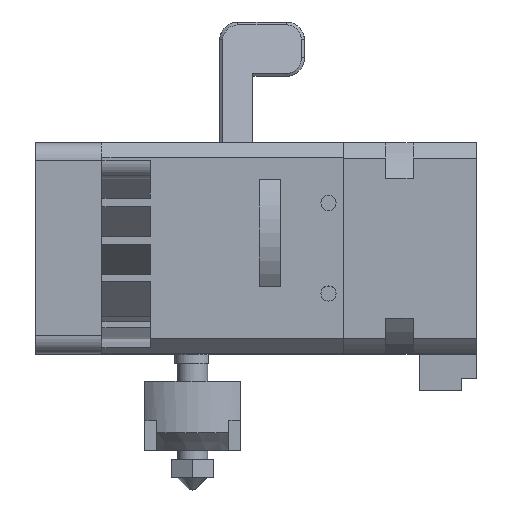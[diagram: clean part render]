
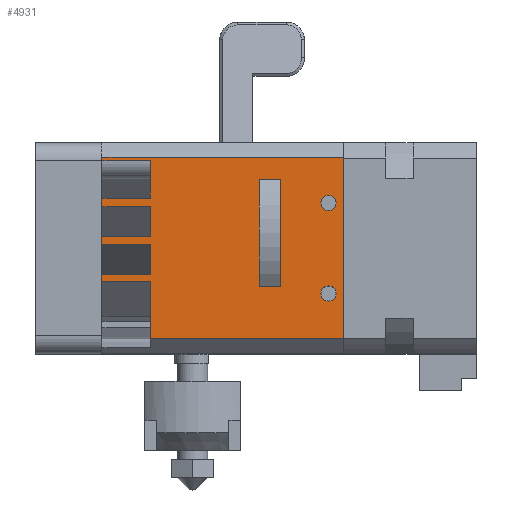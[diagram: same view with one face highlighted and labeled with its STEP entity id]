
A CAD part, top view. The second image highlights one B-rep face of the part: STEP entity #4931.
In plain terms, the highlighted planar face has unit normal (0, 0, 1).
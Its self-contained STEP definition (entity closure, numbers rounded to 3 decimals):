
#344=CIRCLE('',#5362,1.25);
#345=CIRCLE('',#5363,1.25);
#923=ORIENTED_EDGE('',*,*,#2113,.T.);
#924=ORIENTED_EDGE('',*,*,#2114,.F.);
#925=ORIENTED_EDGE('',*,*,#2115,.F.);
#926=ORIENTED_EDGE('',*,*,#2049,.F.);
#927=ORIENTED_EDGE('',*,*,#2048,.T.);
#928=ORIENTED_EDGE('',*,*,#1986,.F.);
#929=ORIENTED_EDGE('',*,*,#1980,.T.);
#930=ORIENTED_EDGE('',*,*,#1931,.F.);
#931=ORIENTED_EDGE('',*,*,#1948,.F.);
#932=ORIENTED_EDGE('',*,*,#1951,.T.);
#933=ORIENTED_EDGE('',*,*,#1949,.T.);
#934=ORIENTED_EDGE('',*,*,#1915,.F.);
#935=ORIENTED_EDGE('',*,*,#2000,.F.);
#936=ORIENTED_EDGE('',*,*,#2003,.T.);
#937=ORIENTED_EDGE('',*,*,#2001,.T.);
#938=ORIENTED_EDGE('',*,*,#1907,.F.);
#939=ORIENTED_EDGE('',*,*,#2018,.F.);
#940=ORIENTED_EDGE('',*,*,#2024,.T.);
#941=ORIENTED_EDGE('',*,*,#2116,.T.);
#942=ORIENTED_EDGE('',*,*,#2117,.T.);
#943=ORIENTED_EDGE('',*,*,#2118,.T.);
#944=ORIENTED_EDGE('',*,*,#2119,.T.);
#945=ORIENTED_EDGE('',*,*,#2120,.F.);
#946=ORIENTED_EDGE('',*,*,#2121,.F.);
#1907=EDGE_CURVE('',#2589,#2590,#3064,.T.);
#1915=EDGE_CURVE('',#2597,#2598,#3070,.T.);
#1931=EDGE_CURVE('',#2613,#2614,#3082,.T.);
#1948=EDGE_CURVE('',#2625,#2613,#3096,.T.);
#1949=EDGE_CURVE('',#2626,#2598,#3097,.T.);
#1951=EDGE_CURVE('',#2625,#2626,#3099,.T.);
#1980=EDGE_CURVE('',#2645,#2614,#3123,.T.);
#1986=EDGE_CURVE('',#2645,#2647,#3127,.T.);
#2000=EDGE_CURVE('',#2655,#2597,#3138,.T.);
#2001=EDGE_CURVE('',#2656,#2590,#3139,.T.);
#2003=EDGE_CURVE('',#2655,#2656,#3141,.T.);
#2018=EDGE_CURVE('',#2664,#2589,#3154,.T.);
#2024=EDGE_CURVE('',#2664,#2667,#3158,.T.);
#2048=EDGE_CURVE('',#2681,#2647,#3172,.T.);
#2049=EDGE_CURVE('',#2681,#2682,#3173,.T.);
#2113=EDGE_CURVE('',#2667,#2721,#3212,.T.);
#2114=EDGE_CURVE('',#2722,#2721,#3213,.T.);
#2115=EDGE_CURVE('',#2682,#2722,#3214,.T.);
#2116=EDGE_CURVE('',#2723,#2724,#3215,.T.);
#2117=EDGE_CURVE('',#2724,#2725,#3216,.T.);
#2118=EDGE_CURVE('',#2725,#2726,#3217,.F.);
#2119=EDGE_CURVE('',#2726,#2723,#3218,.T.);
#2120=EDGE_CURVE('',#2727,#2727,#344,.T.);
#2121=EDGE_CURVE('',#2728,#2728,#345,.T.);
#2589=VERTEX_POINT('',#7201);
#2590=VERTEX_POINT('',#7203);
#2597=VERTEX_POINT('',#7218);
#2598=VERTEX_POINT('',#7220);
#2613=VERTEX_POINT('',#7252);
#2614=VERTEX_POINT('',#7254);
#2625=VERTEX_POINT('',#7286);
#2626=VERTEX_POINT('',#7290);
#2645=VERTEX_POINT('',#7352);
#2647=VERTEX_POINT('',#7363);
#2655=VERTEX_POINT('',#7389);
#2656=VERTEX_POINT('',#7393);
#2664=VERTEX_POINT('',#7424);
#2667=VERTEX_POINT('',#7434);
#2681=VERTEX_POINT('',#7486);
#2682=VERTEX_POINT('',#7491);
#2721=VERTEX_POINT('',#7727);
#2722=VERTEX_POINT('',#7729);
#2723=VERTEX_POINT('',#7732);
#2724=VERTEX_POINT('',#7733);
#2725=VERTEX_POINT('',#7735);
#2726=VERTEX_POINT('',#7737);
#2727=VERTEX_POINT('',#7740);
#2728=VERTEX_POINT('',#7742);
#3064=LINE('',#7202,#3426);
#3070=LINE('',#7219,#3432);
#3082=LINE('',#7253,#3444);
#3096=LINE('',#7287,#3458);
#3097=LINE('',#7289,#3459);
#3099=LINE('',#7293,#3461);
#3123=LINE('',#7351,#3485);
#3127=LINE('',#7362,#3489);
#3138=LINE('',#7390,#3500);
#3139=LINE('',#7392,#3501);
#3141=LINE('',#7396,#3503);
#3154=LINE('',#7425,#3516);
#3158=LINE('',#7435,#3520);
#3172=LINE('',#7488,#3534);
#3173=LINE('',#7490,#3535);
#3212=LINE('',#7726,#3574);
#3213=LINE('',#7728,#3575);
#3214=LINE('',#7730,#3576);
#3215=LINE('',#7731,#3577);
#3216=LINE('',#7734,#3578);
#3217=LINE('',#7736,#3579);
#3218=LINE('',#7738,#3580);
#3426=VECTOR('',#5789,1000.);
#3432=VECTOR('',#5801,1000.);
#3444=VECTOR('',#5825,1000.);
#3458=VECTOR('',#5855,1000.);
#3459=VECTOR('',#5858,1000.);
#3461=VECTOR('',#5862,1000.);
#3485=VECTOR('',#5918,1000.);
#3489=VECTOR('',#5932,1000.);
#3500=VECTOR('',#5959,1000.);
#3501=VECTOR('',#5962,1000.);
#3503=VECTOR('',#5966,1000.);
#3516=VECTOR('',#5995,1000.);
#3520=VECTOR('',#6005,1000.);
#3534=VECTOR('',#6069,1000.);
#3535=VECTOR('',#6072,1000.);
#3574=VECTOR('',#6191,1000.);
#3575=VECTOR('',#6192,1000.);
#3576=VECTOR('',#6193,1000.);
#3577=VECTOR('',#6194,1000.);
#3578=VECTOR('',#6195,1000.);
#3579=VECTOR('',#6196,1000.);
#3580=VECTOR('',#6197,1000.);
#3876=EDGE_LOOP('',(#923,#924,#925,#926,#927,#928,#929,#930,#931,#932,#933,
#934,#935,#936,#937,#938,#939,#940));
#3877=EDGE_LOOP('',(#941,#942,#943,#944));
#3878=EDGE_LOOP('',(#945));
#3879=EDGE_LOOP('',(#946));
#4329=FACE_BOUND('',#3876,.T.);
#4330=FACE_BOUND('',#3877,.T.);
#4331=FACE_BOUND('',#3878,.T.);
#4332=FACE_BOUND('',#3879,.T.);
#4733=PLANE('',#5361);
#4931=ADVANCED_FACE('',(#4329,#4330,#4331,#4332),#4733,.F.);
#5361=AXIS2_PLACEMENT_3D('',#7725,#6189,#6190);
#5362=AXIS2_PLACEMENT_3D('',#7739,#6198,#6199);
#5363=AXIS2_PLACEMENT_3D('',#7741,#6200,#6201);
#5789=DIRECTION('',(0.,1.,0.));
#5801=DIRECTION('',(0.,1.,0.));
#5825=DIRECTION('',(0.,1.,0.));
#5855=DIRECTION('',(-1.,0.,0.));
#5858=DIRECTION('',(-1.,0.,0.));
#5862=DIRECTION('',(0.,-1.,0.));
#5918=DIRECTION('',(-1.,0.,0.));
#5932=DIRECTION('',(0.,1.,0.));
#5959=DIRECTION('',(-1.,0.,0.));
#5962=DIRECTION('',(-1.,0.,0.));
#5966=DIRECTION('',(0.,-1.,0.));
#5995=DIRECTION('',(-1.,0.,0.));
#6005=DIRECTION('',(0.,-1.,0.));
#6069=DIRECTION('',(1.,0.,0.));
#6072=DIRECTION('',(0.,1.,0.));
#6189=DIRECTION('',(0.,0.,-1.));
#6190=DIRECTION('',(-1.,0.,0.));
#6191=DIRECTION('',(1.,0.,0.));
#6192=DIRECTION('',(0.,-1.,0.));
#6193=DIRECTION('',(1.,0.,0.));
#6194=DIRECTION('',(1.,0.,0.));
#6195=DIRECTION('',(0.,-1.,0.));
#6196=DIRECTION('',(1.,0.,0.));
#6197=DIRECTION('',(0.,1.,0.));
#6198=DIRECTION('',(0.,0.,1.));
#6199=DIRECTION('',(0.,1.,0.));
#6200=DIRECTION('',(0.,0.,1.));
#6201=DIRECTION('',(0.,1.,0.));
#7201=CARTESIAN_POINT('',(-25.,-5.471,17.5));
#7202=CARTESIAN_POINT('',(-25.,-15.027,17.5));
#7203=CARTESIAN_POINT('',(-25.,-4.362,17.5));
#7218=CARTESIAN_POINT('',(-25.,0.64,17.5));
#7219=CARTESIAN_POINT('',(-25.,-15.027,17.5));
#7220=CARTESIAN_POINT('',(-25.,1.891,17.5));
#7252=CARTESIAN_POINT('',(-25.,6.893,17.5));
#7253=CARTESIAN_POINT('',(-25.,-15.027,17.5));
#7254=CARTESIAN_POINT('',(-25.,8.308,17.5));
#7286=CARTESIAN_POINT('',(-17.,6.893,17.5));
#7287=CARTESIAN_POINT('',(-17.,6.893,17.5));
#7289=CARTESIAN_POINT('',(-17.,1.891,17.5));
#7290=CARTESIAN_POINT('',(-17.,1.891,17.5));
#7293=CARTESIAN_POINT('',(-17.,6.893,17.5));
#7351=CARTESIAN_POINT('',(-17.,8.308,17.5));
#7352=CARTESIAN_POINT('',(-17.,8.308,17.5));
#7362=CARTESIAN_POINT('',(-17.,8.308,17.5));
#7363=CARTESIAN_POINT('',(-17.,14.496,17.5));
#7389=CARTESIAN_POINT('',(-17.,0.64,17.5));
#7390=CARTESIAN_POINT('',(-17.,0.64,17.5));
#7392=CARTESIAN_POINT('',(-17.,-4.362,17.5));
#7393=CARTESIAN_POINT('',(-17.,-4.362,17.5));
#7396=CARTESIAN_POINT('',(-17.,0.64,17.5));
#7424=CARTESIAN_POINT('',(-17.,-5.471,17.5));
#7425=CARTESIAN_POINT('',(-17.,-5.471,17.5));
#7434=CARTESIAN_POINT('',(-17.,-15.027,17.5));
#7435=CARTESIAN_POINT('',(-17.,-5.471,17.5));
#7486=CARTESIAN_POINT('',(-25.,14.496,17.5));
#7488=CARTESIAN_POINT('',(-96.2,14.496,17.5));
#7490=CARTESIAN_POINT('',(-25.,14.496,17.5));
#7491=CARTESIAN_POINT('',(-25.,15.027,17.5));
#7725=CARTESIAN_POINT('',(15.,17.5,17.5));
#7726=CARTESIAN_POINT('',(-54985.,-15.027,17.5));
#7727=CARTESIAN_POINT('',(15.,-15.027,17.5));
#7728=CARTESIAN_POINT('',(15.,17.5,17.5));
#7729=CARTESIAN_POINT('',(15.,15.027,17.5));
#7730=CARTESIAN_POINT('',(-54985.,15.027,17.5));
#7731=CARTESIAN_POINT('',(-15.,11.332,17.5));
#7732=CARTESIAN_POINT('',(1.,11.332,17.5));
#7733=CARTESIAN_POINT('',(4.5,11.332,17.5));
#7734=CARTESIAN_POINT('',(4.5,17.5,17.5));
#7735=CARTESIAN_POINT('',(4.5,-6.332,17.5));
#7736=CARTESIAN_POINT('',(-15.,-6.332,17.5));
#7737=CARTESIAN_POINT('',(1.,-6.332,17.5));
#7738=CARTESIAN_POINT('',(1.,17.5,17.5));
#7739=CARTESIAN_POINT('',(12.5,7.5,17.5));
#7740=CARTESIAN_POINT('',(12.5,8.75,17.5));
#7741=CARTESIAN_POINT('',(12.5,-7.5,17.5));
#7742=CARTESIAN_POINT('',(12.5,-6.25,17.5));
